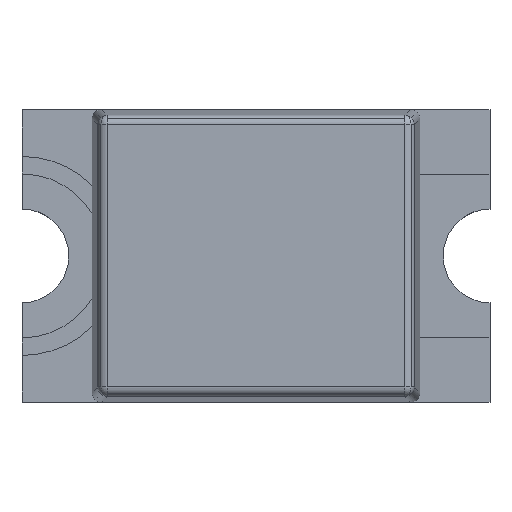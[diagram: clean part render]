
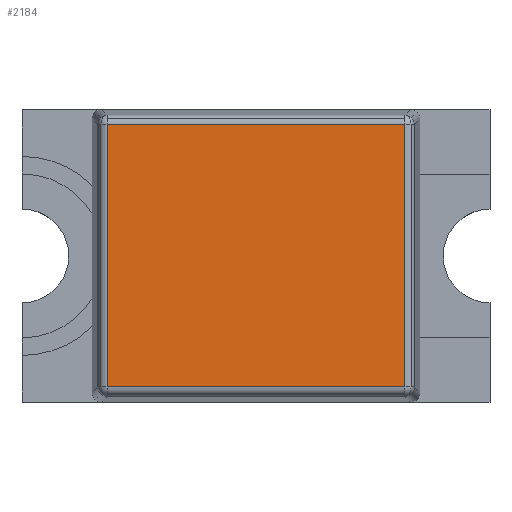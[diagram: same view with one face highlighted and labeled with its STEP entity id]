
A CAD part, top view. The second image highlights one B-rep face of the part: STEP entity #2184.
In plain terms, the highlighted planar face has unit normal (0, 0, 1).
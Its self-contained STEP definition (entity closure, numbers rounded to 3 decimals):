
#64 = EDGE_LOOP ( 'NONE', ( #2521, #1810, #2295, #2383 ) ) ;
#92 = LINE ( 'NONE', #812, #115 ) ;
#115 = VECTOR ( 'NONE', #2064, 1000. ) ;
#487 = VERTEX_POINT ( 'NONE', #776 ) ;
#579 = CARTESIAN_POINT ( 'NONE',  ( -0.35, -0.561, 0.5 ) ) ;
#631 = CARTESIAN_POINT ( 'NONE',  ( 0.636, -0.313, 0.5 ) ) ;
#683 = VECTOR ( 'NONE', #2305, 1000. ) ;
#722 = LINE ( 'NONE', #631, #1747 ) ;
#776 = CARTESIAN_POINT ( 'NONE',  ( -0.636, 0.561, 0.5 ) ) ;
#812 = CARTESIAN_POINT ( 'NONE',  ( -0.35, 0.561, 0.5 ) ) ;
#826 = LINE ( 'NONE', #579, #683 ) ;
#1027 = CARTESIAN_POINT ( 'NONE',  ( -0.636, -0.313, 0.5 ) ) ;
#1063 = CARTESIAN_POINT ( 'NONE',  ( 0.636, -0.561, 0.5 ) ) ;
#1144 = PLANE ( 'NONE',  #2415 ) ;
#1147 = VERTEX_POINT ( 'NONE', #1859 ) ;
#1177 = CARTESIAN_POINT ( 'NONE',  ( 0.636, 0.561, 0.5 ) ) ;
#1274 = LINE ( 'NONE', #1027, #2122 ) ;
#1395 = DIRECTION ( 'NONE',  ( 0., -1., 0. ) ) ;
#1429 = DIRECTION ( 'NONE',  ( 1., 0., 0. ) ) ;
#1455 = DIRECTION ( 'NONE',  ( 0., 1., 0. ) ) ;
#1675 = EDGE_CURVE ( 'NONE', #2206, #1853, #722, .T. ) ;
#1747 = VECTOR ( 'NONE', #1395, 1000. ) ;
#1810 = ORIENTED_EDGE ( 'NONE', *, *, #2310, .F. ) ;
#1853 = VERTEX_POINT ( 'NONE', #1063 ) ;
#1859 = CARTESIAN_POINT ( 'NONE',  ( -0.636, -0.561, 0.5 ) ) ;
#2064 = DIRECTION ( 'NONE',  ( 1., 0., 0. ) ) ;
#2122 = VECTOR ( 'NONE', #1455, 1000. ) ;
#2181 = CARTESIAN_POINT ( 'NONE',  ( -0.7, -0.625, 0.5 ) ) ;
#2184 = ADVANCED_FACE ( 'NONE', ( #2644 ), #1144, .T. ) ;
#2206 = VERTEX_POINT ( 'NONE', #1177 ) ;
#2295 = ORIENTED_EDGE ( 'NONE', *, *, #3031, .F. ) ;
#2305 = DIRECTION ( 'NONE',  ( -1., 0., 0. ) ) ;
#2310 = EDGE_CURVE ( 'NONE', #1147, #487, #1274, .T. ) ;
#2383 = ORIENTED_EDGE ( 'NONE', *, *, #1675, .F. ) ;
#2415 = AXIS2_PLACEMENT_3D ( 'NONE', #2181, #2920, #1429 ) ;
#2521 = ORIENTED_EDGE ( 'NONE', *, *, #3044, .F. ) ;
#2644 = FACE_OUTER_BOUND ( 'NONE', #64, .T. ) ;
#2920 = DIRECTION ( 'NONE',  ( 0., 0., 1. ) ) ;
#3031 = EDGE_CURVE ( 'NONE', #1853, #1147, #826, .T. ) ;
#3044 = EDGE_CURVE ( 'NONE', #487, #2206, #92, .T. ) ;
